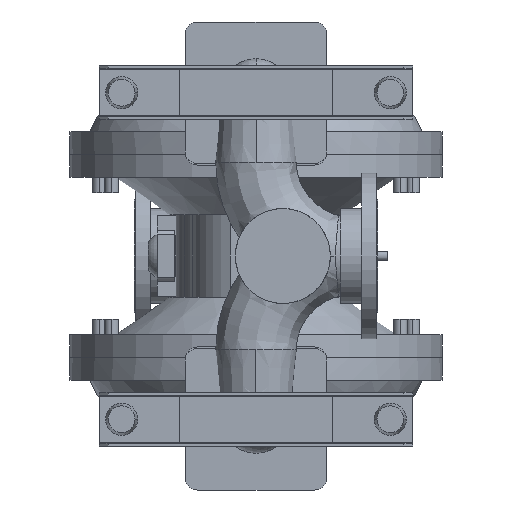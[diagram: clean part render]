
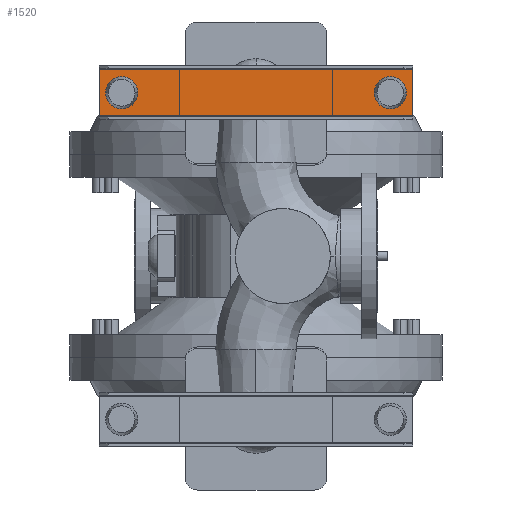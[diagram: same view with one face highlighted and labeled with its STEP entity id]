
A CAD part, front view. The second image highlights one B-rep face of the part: STEP entity #1520.
In plain terms, the highlighted planar face has unit normal (0, -1, 0).
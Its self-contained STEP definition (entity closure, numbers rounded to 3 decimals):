
#868 = EDGE_CURVE ( 'NONE', #4567, #4564, #6967, .T. ) ;
#917 = EDGE_CURVE ( 'NONE', #4545, #4548, #7090, .T. ) ;
#944 = VERTEX_POINT ( 'NONE', #7152 ) ;
#945 = VERTEX_POINT ( 'NONE', #7151 ) ;
#952 = EDGE_CURVE ( 'NONE', #945, #944, #7150, .T. ) ;
#995 = VERTEX_POINT ( 'NONE', #7192 ) ;
#997 = EDGE_CURVE ( 'NONE', #945, #995, #7257, .T. ) ;
#1506 = EDGE_LOOP ( 'NONE', ( #1507, #1508 ) ) ;
#1507 = ORIENTED_EDGE ( 'NONE', *, *, #868, .F. ) ;
#1508 = ORIENTED_EDGE ( 'NONE', *, *, #4566, .F. ) ;
#1520 = ADVANCED_FACE ( 'NONE', ( #8069, #8068, #8067 ), #8135, .T. ) ;
#1521 = EDGE_LOOP ( 'NONE', ( #1522, #1523 ) ) ;
#1522 = ORIENTED_EDGE ( 'NONE', *, *, #4547, .T. ) ;
#1523 = ORIENTED_EDGE ( 'NONE', *, *, #917, .T. ) ;
#1524 = EDGE_LOOP ( 'NONE', ( #1525, #1526, #1586, #1587 ) ) ;
#1525 = ORIENTED_EDGE ( 'NONE', *, *, #11903, .F. ) ;
#1526 = ORIENTED_EDGE ( 'NONE', *, *, #997, .F. ) ;
#1586 = ORIENTED_EDGE ( 'NONE', *, *, #952, .T. ) ;
#1587 = ORIENTED_EDGE ( 'NONE', *, *, #21526, .T. ) ;
#4545 = VERTEX_POINT ( 'NONE', #13852 ) ;
#4547 = EDGE_CURVE ( 'NONE', #4548, #4545, #13851, .T. ) ;
#4548 = VERTEX_POINT ( 'NONE', #13846 ) ;
#4564 = VERTEX_POINT ( 'NONE', #13876 ) ;
#4566 = EDGE_CURVE ( 'NONE', #4564, #4567, #13875, .T. ) ;
#4567 = VERTEX_POINT ( 'NONE', #13933 ) ;
#6967 = CIRCLE ( 'NONE', #7030, 18. ) ;
#7027 = DIRECTION ( 'NONE',  ( -1., 0., 0. ) ) ;
#7028 = DIRECTION ( 'NONE',  ( 0., -1., 0. ) ) ;
#7029 = CARTESIAN_POINT ( 'NONE',  ( 150., -454.2, 182.25 ) ) ;
#7030 = AXIS2_PLACEMENT_3D ( 'NONE', #7029, #7028, #7027 ) ;
#7086 = DIRECTION ( 'NONE',  ( 1., 0., 0. ) ) ;
#7087 = DIRECTION ( 'NONE',  ( 0., 1., 0. ) ) ;
#7088 = CARTESIAN_POINT ( 'NONE',  ( -150., -454.2, 182.25 ) ) ;
#7089 = AXIS2_PLACEMENT_3D ( 'NONE', #7088, #7087, #7086 ) ;
#7090 = CIRCLE ( 'NONE', #7089, 18. ) ;
#7147 = DIRECTION ( 'NONE',  ( 0., 0., 1. ) ) ;
#7148 = VECTOR ( 'NONE', #7147, 1000. ) ;
#7149 = CARTESIAN_POINT ( 'NONE',  ( 175., -454.2, 212.25 ) ) ;
#7150 = LINE ( 'NONE', #7149, #7148 ) ;
#7151 = CARTESIAN_POINT ( 'NONE',  ( 175., -454.2, 156.45 ) ) ;
#7152 = CARTESIAN_POINT ( 'NONE',  ( 175., -454.2, 208.05 ) ) ;
#7192 = CARTESIAN_POINT ( 'NONE',  ( -175., -454.2, 156.45 ) ) ;
#7254 = DIRECTION ( 'NONE',  ( -1., 0., 0. ) ) ;
#7255 = VECTOR ( 'NONE', #7254, 1000. ) ;
#7256 = CARTESIAN_POINT ( 'NONE',  ( 175., -454.2, 156.45 ) ) ;
#7257 = LINE ( 'NONE', #7256, #7255 ) ;
#8067 = FACE_BOUND ( 'NONE', #1506, .T. ) ;
#8068 = FACE_OUTER_BOUND ( 'NONE', #1524, .T. ) ;
#8069 = FACE_BOUND ( 'NONE', #1521, .T. ) ;
#8131 = DIRECTION ( 'NONE',  ( -1., 0., 0. ) ) ;
#8132 = DIRECTION ( 'NONE',  ( 0., -1., 0. ) ) ;
#8133 = CARTESIAN_POINT ( 'NONE',  ( 175., -454.2, 212.25 ) ) ;
#8134 = AXIS2_PLACEMENT_3D ( 'NONE', #8133, #8132, #8131 ) ;
#8135 = PLANE ( 'NONE',  #8134 ) ;
#11900 = VERTEX_POINT ( 'NONE', #16535 ) ;
#11903 = EDGE_CURVE ( 'NONE', #995, #11900, #16529, .T. ) ;
#13846 = CARTESIAN_POINT ( 'NONE',  ( -132., -454.2, 182.25 ) ) ;
#13847 = DIRECTION ( 'NONE',  ( 1., 0., 0. ) ) ;
#13848 = DIRECTION ( 'NONE',  ( 0., 1., 0. ) ) ;
#13849 = CARTESIAN_POINT ( 'NONE',  ( -150., -454.2, 182.25 ) ) ;
#13850 = AXIS2_PLACEMENT_3D ( 'NONE', #13849, #13848, #13847 ) ;
#13851 = CIRCLE ( 'NONE', #13850, 18. ) ;
#13852 = CARTESIAN_POINT ( 'NONE',  ( -168., -454.2, 182.25 ) ) ;
#13874 = AXIS2_PLACEMENT_3D ( 'NONE', #13936, #13935, #13934 ) ;
#13875 = CIRCLE ( 'NONE', #13874, 18. ) ;
#13876 = CARTESIAN_POINT ( 'NONE',  ( 168., -454.2, 182.25 ) ) ;
#13933 = CARTESIAN_POINT ( 'NONE',  ( 132., -454.2, 182.25 ) ) ;
#13934 = DIRECTION ( 'NONE',  ( -1., 0., 0. ) ) ;
#13935 = DIRECTION ( 'NONE',  ( 0., -1., 0. ) ) ;
#13936 = CARTESIAN_POINT ( 'NONE',  ( 150., -454.2, 182.25 ) ) ;
#16526 = DIRECTION ( 'NONE',  ( 0., 0., 1. ) ) ;
#16527 = VECTOR ( 'NONE', #16526, 1000. ) ;
#16528 = CARTESIAN_POINT ( 'NONE',  ( -175., -454.2, 212.25 ) ) ;
#16529 = LINE ( 'NONE', #16528, #16527 ) ;
#16535 = CARTESIAN_POINT ( 'NONE',  ( -175., -454.2, 208.05 ) ) ;
#19589 = DIRECTION ( 'NONE',  ( -1., 0., 0. ) ) ;
#19590 = VECTOR ( 'NONE', #19589, 1000. ) ;
#19591 = CARTESIAN_POINT ( 'NONE',  ( 175., -454.2, 208.05 ) ) ;
#19592 = LINE ( 'NONE', #19591, #19590 ) ;
#21526 = EDGE_CURVE ( 'NONE', #944, #11900, #19592, .T. ) ;
